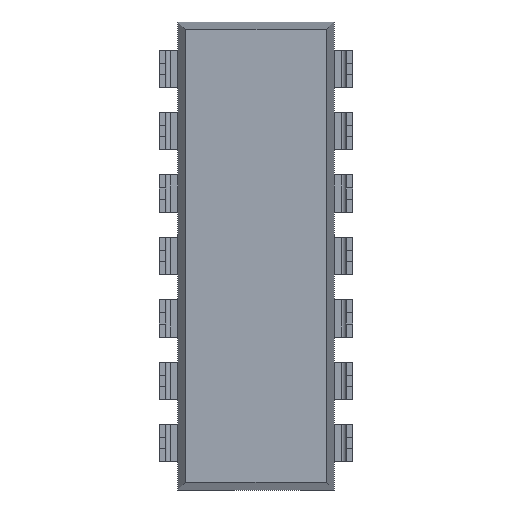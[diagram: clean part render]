
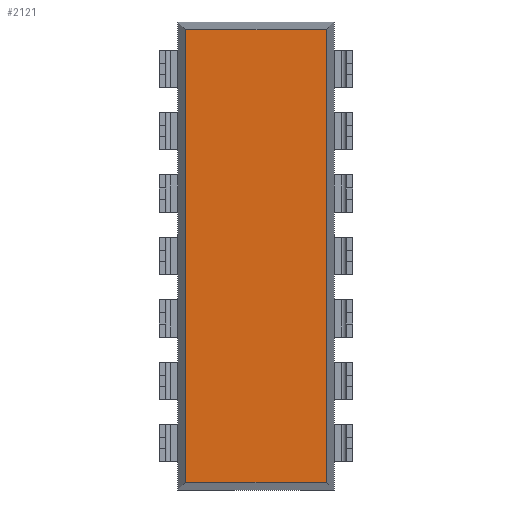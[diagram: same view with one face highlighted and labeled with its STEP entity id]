
A CAD part, front view. The second image highlights one B-rep face of the part: STEP entity #2121.
In plain terms, the highlighted planar face has unit normal (0, -1, 0).
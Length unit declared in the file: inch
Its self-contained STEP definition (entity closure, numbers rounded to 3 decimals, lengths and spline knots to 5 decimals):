
#151 = DIRECTION ( 'NONE',  ( 1., 0., 0. ) ) ;
#232 = EDGE_CURVE ( 'NONE', #2416, #4303, #3695, .T. ) ;
#472 = CARTESIAN_POINT ( 'NONE',  ( 0.11282, 0.015, -0.36282 ) ) ;
#614 = CARTESIAN_POINT ( 'NONE',  ( -0.11282, 0.015, 0.375 ) ) ;
#615 = VERTEX_POINT ( 'NONE', #5069 ) ;
#737 = EDGE_CURVE ( 'NONE', #5180, #2416, #4586, .T. ) ;
#795 = ORIENTED_EDGE ( 'NONE', *, *, #5251, .T. ) ;
#1068 = DIRECTION ( 'NONE',  ( -1., 0., 0. ) ) ;
#1190 = DIRECTION ( 'NONE',  ( 0., 0., -1. ) ) ;
#1221 = ORIENTED_EDGE ( 'NONE', *, *, #737, .T. ) ;
#1235 = VECTOR ( 'NONE', #151, 39.37008 ) ;
#1729 = DIRECTION ( 'NONE',  ( 0., -1., 0. ) ) ;
#2121 = ADVANCED_FACE ( 'NONE', ( #5853 ), #5337, .T. ) ;
#2322 = VECTOR ( 'NONE', #1068, 39.37008 ) ;
#2416 = VERTEX_POINT ( 'NONE', #6061 ) ;
#2430 = AXIS2_PLACEMENT_3D ( 'NONE', #3788, #1729, #6455 ) ;
#2598 = EDGE_CURVE ( 'NONE', #615, #5180, #5238, .T. ) ;
#2859 = CARTESIAN_POINT ( 'NONE',  ( -0.11282, 0.015, 0.36282 ) ) ;
#3136 = DIRECTION ( 'NONE',  ( 0., 0., 1. ) ) ;
#3424 = EDGE_LOOP ( 'NONE', ( #795, #4692, #1221, #6166 ) ) ;
#3695 = LINE ( 'NONE', #5272, #2322 ) ;
#3788 = CARTESIAN_POINT ( 'NONE',  ( 0., 0.015, 0. ) ) ;
#3800 = VECTOR ( 'NONE', #1190, 39.37008 ) ;
#4303 = VERTEX_POINT ( 'NONE', #2859 ) ;
#4586 = LINE ( 'NONE', #5762, #5766 ) ;
#4692 = ORIENTED_EDGE ( 'NONE', *, *, #2598, .T. ) ;
#4855 = LINE ( 'NONE', #614, #3800 ) ;
#5069 = CARTESIAN_POINT ( 'NONE',  ( -0.11282, 0.015, -0.36282 ) ) ;
#5180 = VERTEX_POINT ( 'NONE', #472 ) ;
#5238 = LINE ( 'NONE', #5912, #1235 ) ;
#5251 = EDGE_CURVE ( 'NONE', #4303, #615, #4855, .T. ) ;
#5272 = CARTESIAN_POINT ( 'NONE',  ( 0.125, 0.015, 0.36282 ) ) ;
#5337 = PLANE ( 'NONE',  #2430 ) ;
#5762 = CARTESIAN_POINT ( 'NONE',  ( 0.11282, 0.015, -0.375 ) ) ;
#5766 = VECTOR ( 'NONE', #3136, 39.37008 ) ;
#5853 = FACE_OUTER_BOUND ( 'NONE', #3424, .T. ) ;
#5912 = CARTESIAN_POINT ( 'NONE',  ( -0.125, 0.015, -0.36282 ) ) ;
#6061 = CARTESIAN_POINT ( 'NONE',  ( 0.11282, 0.015, 0.36282 ) ) ;
#6166 = ORIENTED_EDGE ( 'NONE', *, *, #232, .T. ) ;
#6455 = DIRECTION ( 'NONE',  ( 0., 0., -1. ) ) ;
